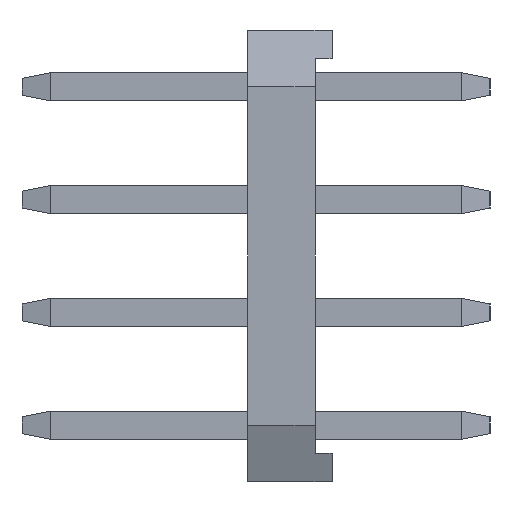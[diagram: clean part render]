
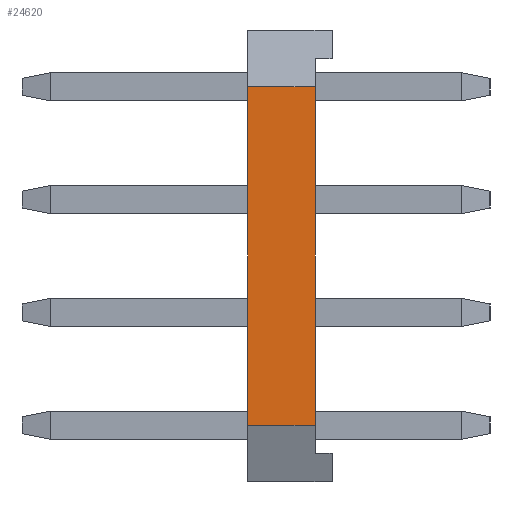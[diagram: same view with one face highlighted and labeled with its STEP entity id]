
A CAD part, left-side view. The second image highlights one B-rep face of the part: STEP entity #24620.
In plain terms, the highlighted planar face has unit normal (-1, 0, 0).
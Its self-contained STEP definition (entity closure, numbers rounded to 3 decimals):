
#14394=CARTESIAN_POINT('',(-1.,0.3,-3.));
#14395=VERTEX_POINT('',#14394);
#14402=CARTESIAN_POINT('',(-1.,1.5,-3.));
#14403=VERTEX_POINT('',#14402);
#14404=CARTESIAN_POINT('',(-1.,0.3,-3.));
#14405=DIRECTION('',(0.,1.,0.));
#14406=VECTOR('',#14405,1.2);
#14407=LINE('',#14404,#14406);
#14408=EDGE_CURVE('',#14395,#14403,#14407,.T.);
#24572=CARTESIAN_POINT('',(-1.,1.5,3.));
#24573=VERTEX_POINT('',#24572);
#24580=CARTESIAN_POINT('',(-1.,0.3,3.));
#24581=VERTEX_POINT('',#24580);
#24582=CARTESIAN_POINT('',(-1.,1.5,3.));
#24583=DIRECTION('',(0.,-1.,0.));
#24584=VECTOR('',#24583,1.2);
#24585=LINE('',#24582,#24584);
#24586=EDGE_CURVE('',#24573,#24581,#24585,.T.);
#24599=CARTESIAN_POINT('',(-1.,0.,-4.));
#24600=DIRECTION('',(0.,0.,1.));
#24601=DIRECTION('',(-1.,0.,0.));
#24602=AXIS2_PLACEMENT_3D('',#24599,#24601,#24600);
#24603=PLANE('',#24602);
#24604=ORIENTED_EDGE('',*,*,#24586,.F.);
#24605=CARTESIAN_POINT('',(-1.,1.5,-3.));
#24606=DIRECTION('',(0.,0.,1.));
#24607=VECTOR('',#24606,6.);
#24608=LINE('',#24605,#24607);
#24609=EDGE_CURVE('',#14403,#24573,#24608,.T.);
#24610=ORIENTED_EDGE('',*,*,#24609,.F.);
#24611=ORIENTED_EDGE('',*,*,#14408,.F.);
#24612=CARTESIAN_POINT('',(-1.,0.3,3.));
#24613=DIRECTION('',(0.,0.,-1.));
#24614=VECTOR('',#24613,6.);
#24615=LINE('',#24612,#24614);
#24616=EDGE_CURVE('',#24581,#14395,#24615,.T.);
#24617=ORIENTED_EDGE('',*,*,#24616,.F.);
#24618=EDGE_LOOP('',(#24604,#24610,#24611,#24617));
#24619=FACE_OUTER_BOUND('',#24618,.T.);
#24620=ADVANCED_FACE('',(#24619),#24603,.T.);
